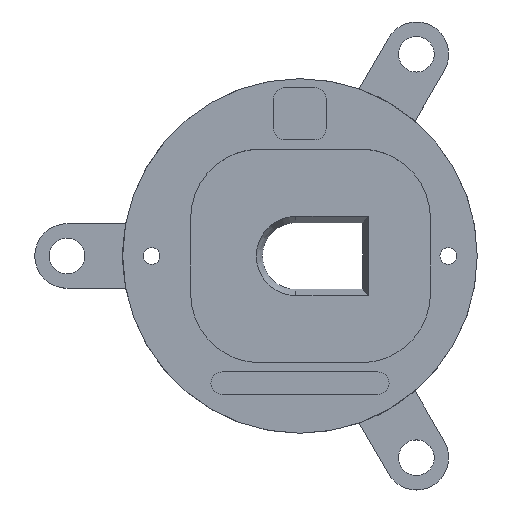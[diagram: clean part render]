
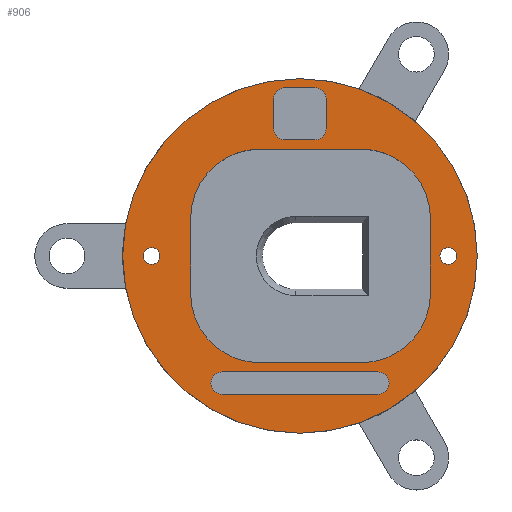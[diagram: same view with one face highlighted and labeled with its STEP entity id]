
A CAD part, top view. The second image highlights one B-rep face of the part: STEP entity #906.
In plain terms, the highlighted planar face has unit normal (0, 0, 1).
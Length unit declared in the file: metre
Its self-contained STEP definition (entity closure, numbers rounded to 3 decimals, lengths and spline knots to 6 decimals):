
#25=PLANE('',#995);
#49=CIRCLE('',#954,0.015925);
#51=CIRCLE('',#957,0.00075);
#53=CIRCLE('',#960,0.00075);
#68=CIRCLE('',#996,0.00625);
#69=CIRCLE('',#997,0.00625);
#70=CIRCLE('',#998,0.00625);
#71=CIRCLE('',#999,0.00625);
#72=CIRCLE('',#1000,0.001);
#73=CIRCLE('',#1001,0.001);
#74=CIRCLE('',#1002,0.001);
#75=CIRCLE('',#1003,0.001);
#76=CIRCLE('',#1004,0.001);
#77=CIRCLE('',#1005,0.001);
#200=ORIENTED_EDGE('',*,*,#402,.F.);
#201=ORIENTED_EDGE('',*,*,#403,.F.);
#202=ORIENTED_EDGE('',*,*,#404,.T.);
#203=ORIENTED_EDGE('',*,*,#405,.T.);
#204=ORIENTED_EDGE('',*,*,#406,.T.);
#205=ORIENTED_EDGE('',*,*,#407,.F.);
#206=ORIENTED_EDGE('',*,*,#408,.F.);
#207=ORIENTED_EDGE('',*,*,#409,.T.);
#208=ORIENTED_EDGE('',*,*,#355,.T.);
#209=ORIENTED_EDGE('',*,*,#410,.T.);
#210=ORIENTED_EDGE('',*,*,#411,.T.);
#211=ORIENTED_EDGE('',*,*,#412,.T.);
#212=ORIENTED_EDGE('',*,*,#413,.F.);
#213=ORIENTED_EDGE('',*,*,#414,.F.);
#214=ORIENTED_EDGE('',*,*,#415,.T.);
#215=ORIENTED_EDGE('',*,*,#416,.T.);
#216=ORIENTED_EDGE('',*,*,#417,.T.);
#217=ORIENTED_EDGE('',*,*,#418,.T.);
#218=ORIENTED_EDGE('',*,*,#419,.T.);
#219=ORIENTED_EDGE('',*,*,#420,.F.);
#220=ORIENTED_EDGE('',*,*,#421,.T.);
#221=ORIENTED_EDGE('',*,*,#357,.F.);
#222=ORIENTED_EDGE('',*,*,#359,.F.);
#355=EDGE_CURVE('',#482,#482,#49,.T.);
#357=EDGE_CURVE('',#484,#484,#51,.T.);
#359=EDGE_CURVE('',#486,#486,#53,.T.);
#402=EDGE_CURVE('',#513,#514,#591,.F.);
#403=EDGE_CURVE('',#515,#513,#68,.T.);
#404=EDGE_CURVE('',#515,#516,#592,.T.);
#405=EDGE_CURVE('',#516,#517,#69,.F.);
#406=EDGE_CURVE('',#517,#518,#593,.F.);
#407=EDGE_CURVE('',#519,#518,#70,.T.);
#408=EDGE_CURVE('',#520,#519,#594,.T.);
#409=EDGE_CURVE('',#520,#514,#71,.F.);
#410=EDGE_CURVE('',#521,#522,#72,.F.);
#411=EDGE_CURVE('',#522,#523,#595,.T.);
#412=EDGE_CURVE('',#523,#524,#73,.F.);
#413=EDGE_CURVE('',#521,#524,#596,.T.);
#414=EDGE_CURVE('',#525,#526,#597,.T.);
#415=EDGE_CURVE('',#525,#527,#74,.F.);
#416=EDGE_CURVE('',#527,#528,#598,.T.);
#417=EDGE_CURVE('',#528,#529,#75,.F.);
#418=EDGE_CURVE('',#529,#530,#599,.T.);
#419=EDGE_CURVE('',#530,#531,#76,.F.);
#420=EDGE_CURVE('',#532,#531,#600,.T.);
#421=EDGE_CURVE('',#532,#526,#77,.F.);
#482=VERTEX_POINT('',#1348);
#484=VERTEX_POINT('',#1353);
#486=VERTEX_POINT('',#1358);
#513=VERTEX_POINT('',#1449);
#514=VERTEX_POINT('',#1450);
#515=VERTEX_POINT('',#1452);
#516=VERTEX_POINT('',#1454);
#517=VERTEX_POINT('',#1456);
#518=VERTEX_POINT('',#1458);
#519=VERTEX_POINT('',#1460);
#520=VERTEX_POINT('',#1462);
#521=VERTEX_POINT('',#1465);
#522=VERTEX_POINT('',#1466);
#523=VERTEX_POINT('',#1468);
#524=VERTEX_POINT('',#1470);
#525=VERTEX_POINT('',#1473);
#526=VERTEX_POINT('',#1474);
#527=VERTEX_POINT('',#1476);
#528=VERTEX_POINT('',#1478);
#529=VERTEX_POINT('',#1480);
#530=VERTEX_POINT('',#1482);
#531=VERTEX_POINT('',#1484);
#532=VERTEX_POINT('',#1486);
#591=LINE('',#1448,#672);
#592=LINE('',#1453,#673);
#593=LINE('',#1457,#674);
#594=LINE('',#1461,#675);
#595=LINE('',#1467,#676);
#596=LINE('',#1471,#677);
#597=LINE('',#1472,#678);
#598=LINE('',#1477,#679);
#599=LINE('',#1481,#680);
#600=LINE('',#1485,#681);
#672=VECTOR('',#1178,1.);
#673=VECTOR('',#1181,1.);
#674=VECTOR('',#1184,1.);
#675=VECTOR('',#1187,1.);
#676=VECTOR('',#1192,1.);
#677=VECTOR('',#1195,1.);
#678=VECTOR('',#1196,1.);
#679=VECTOR('',#1199,1.);
#680=VECTOR('',#1202,1.);
#681=VECTOR('',#1205,1.);
#757=EDGE_LOOP('',(#200,#201,#202,#203,#204,#205,#206,#207));
#758=EDGE_LOOP('',(#208));
#759=EDGE_LOOP('',(#209,#210,#211,#212));
#760=EDGE_LOOP('',(#213,#214,#215,#216,#217,#218,#219,#220));
#761=EDGE_LOOP('',(#221));
#762=EDGE_LOOP('',(#222));
#829=FACE_BOUND('',#757,.T.);
#830=FACE_BOUND('',#758,.T.);
#831=FACE_BOUND('',#759,.T.);
#832=FACE_BOUND('',#760,.T.);
#833=FACE_BOUND('',#761,.T.);
#834=FACE_BOUND('',#762,.T.);
#906=ADVANCED_FACE('',(#829,#830,#831,#832,#833,#834),#25,.T.);
#954=AXIS2_PLACEMENT_3D('',#1347,#1066,#1067);
#957=AXIS2_PLACEMENT_3D('',#1352,#1072,#1073);
#960=AXIS2_PLACEMENT_3D('',#1357,#1078,#1079);
#995=AXIS2_PLACEMENT_3D('',#1447,#1176,#1177);
#996=AXIS2_PLACEMENT_3D('',#1451,#1179,#1180);
#997=AXIS2_PLACEMENT_3D('',#1455,#1182,#1183);
#998=AXIS2_PLACEMENT_3D('',#1459,#1185,#1186);
#999=AXIS2_PLACEMENT_3D('',#1463,#1188,#1189);
#1000=AXIS2_PLACEMENT_3D('',#1464,#1190,#1191);
#1001=AXIS2_PLACEMENT_3D('',#1469,#1193,#1194);
#1002=AXIS2_PLACEMENT_3D('',#1475,#1197,#1198);
#1003=AXIS2_PLACEMENT_3D('',#1479,#1200,#1201);
#1004=AXIS2_PLACEMENT_3D('',#1483,#1203,#1204);
#1005=AXIS2_PLACEMENT_3D('',#1487,#1206,#1207);
#1066=DIRECTION('',(0.,0.,1.));
#1067=DIRECTION('',(1.,0.,0.));
#1072=DIRECTION('',(0.,0.,1.));
#1073=DIRECTION('',(1.,0.,0.));
#1078=DIRECTION('',(0.,0.,1.));
#1079=DIRECTION('',(1.,0.,0.));
#1176=DIRECTION('',(0.,0.,1.));
#1177=DIRECTION('',(1.,0.,0.));
#1178=DIRECTION('',(0.,1.,0.));
#1179=DIRECTION('',(0.,0.,1.));
#1180=DIRECTION('',(1.,0.,0.));
#1181=DIRECTION('',(1.,0.,0.));
#1182=DIRECTION('',(0.,0.,1.));
#1183=DIRECTION('',(1.,0.,0.));
#1184=DIRECTION('',(0.,1.,0.));
#1185=DIRECTION('',(0.,0.,1.));
#1186=DIRECTION('',(1.,0.,0.));
#1187=DIRECTION('',(1.,0.,0.));
#1188=DIRECTION('',(0.,0.,1.));
#1189=DIRECTION('',(1.,0.,0.));
#1190=DIRECTION('',(0.,0.,1.));
#1191=DIRECTION('',(1.,0.,0.));
#1192=DIRECTION('',(1.,0.,0.));
#1193=DIRECTION('',(0.,0.,1.));
#1194=DIRECTION('',(1.,0.,0.));
#1195=DIRECTION('',(1.,0.,0.));
#1196=DIRECTION('',(0.,-1.,0.));
#1197=DIRECTION('',(0.,0.,1.));
#1198=DIRECTION('',(1.,0.,0.));
#1199=DIRECTION('',(1.,0.,0.));
#1200=DIRECTION('',(0.,0.,1.));
#1201=DIRECTION('',(1.,0.,0.));
#1202=DIRECTION('',(0.,-1.,0.));
#1203=DIRECTION('',(0.,0.,1.));
#1204=DIRECTION('',(1.,0.,0.));
#1205=DIRECTION('',(1.,0.,0.));
#1206=DIRECTION('',(0.,0.,1.));
#1207=DIRECTION('',(1.,0.,0.));
#1347=CARTESIAN_POINT('',(0.,0.,-0.0002));
#1348=CARTESIAN_POINT('',(0.015925,0.,-0.0002));
#1352=CARTESIAN_POINT('',(0.013325,0.,-0.0002));
#1353=CARTESIAN_POINT('',(0.014075,0.,-0.0002));
#1357=CARTESIAN_POINT('',(-0.013325,0.,-0.0002));
#1358=CARTESIAN_POINT('',(-0.012575,0.,-0.0002));
#1447=CARTESIAN_POINT('',(0.,0.,-0.0002));
#1448=CARTESIAN_POINT('',(-0.009825,0.,-0.0002));
#1449=CARTESIAN_POINT('',(-0.009825,0.00335,-0.0002));
#1450=CARTESIAN_POINT('',(-0.009825,-0.00335,-0.0002));
#1451=CARTESIAN_POINT('',(-0.003575,0.00335,-0.0002));
#1452=CARTESIAN_POINT('',(-0.003575,0.0096,-0.0002));
#1453=CARTESIAN_POINT('',(0.00095,0.0096,-0.0002));
#1454=CARTESIAN_POINT('',(0.005475,0.0096,-0.0002));
#1455=CARTESIAN_POINT('',(0.005475,0.00335,-0.0002));
#1456=CARTESIAN_POINT('',(0.011725,0.00335,-0.0002));
#1457=CARTESIAN_POINT('',(0.011725,0.,-0.0002));
#1458=CARTESIAN_POINT('',(0.011725,-0.00335,-0.0002));
#1459=CARTESIAN_POINT('',(0.005475,-0.00335,-0.0002));
#1460=CARTESIAN_POINT('',(0.005475,-0.0096,-0.0002));
#1461=CARTESIAN_POINT('',(0.00095,-0.0096,-0.0002));
#1462=CARTESIAN_POINT('',(-0.003575,-0.0096,-0.0002));
#1463=CARTESIAN_POINT('',(-0.003575,-0.00335,-0.0002));
#1464=CARTESIAN_POINT('',(-0.007,-0.011425,-0.0002));
#1465=CARTESIAN_POINT('',(-0.007,-0.012425,-0.0002));
#1466=CARTESIAN_POINT('',(-0.007,-0.010425,-0.0002));
#1467=CARTESIAN_POINT('',(0.,-0.010425,-0.0002));
#1468=CARTESIAN_POINT('',(0.007,-0.010425,-0.0002));
#1469=CARTESIAN_POINT('',(0.007,-0.011425,-0.0002));
#1470=CARTESIAN_POINT('',(0.007,-0.012425,-0.0002));
#1471=CARTESIAN_POINT('',(0.,-0.012425,-0.0002));
#1472=CARTESIAN_POINT('',(-0.00235,0.012775,-0.0002));
#1473=CARTESIAN_POINT('',(-0.00235,0.014125,-0.0002));
#1474=CARTESIAN_POINT('',(-0.00235,0.011425,-0.0002));
#1475=CARTESIAN_POINT('',(-0.00135,0.014125,-0.0002));
#1476=CARTESIAN_POINT('',(-0.00135,0.015125,-0.0002));
#1477=CARTESIAN_POINT('',(0.,0.015125,-0.0002));
#1478=CARTESIAN_POINT('',(0.00135,0.015125,-0.0002));
#1479=CARTESIAN_POINT('',(0.00135,0.014125,-0.0002));
#1480=CARTESIAN_POINT('',(0.00235,0.014125,-0.0002));
#1481=CARTESIAN_POINT('',(0.00235,0.012775,-0.0002));
#1482=CARTESIAN_POINT('',(0.00235,0.011425,-0.0002));
#1483=CARTESIAN_POINT('',(0.00135,0.011425,-0.0002));
#1484=CARTESIAN_POINT('',(0.00135,0.010425,-0.0002));
#1485=CARTESIAN_POINT('',(0.,0.010425,-0.0002));
#1486=CARTESIAN_POINT('',(-0.00135,0.010425,-0.0002));
#1487=CARTESIAN_POINT('',(-0.00135,0.011425,-0.0002));
